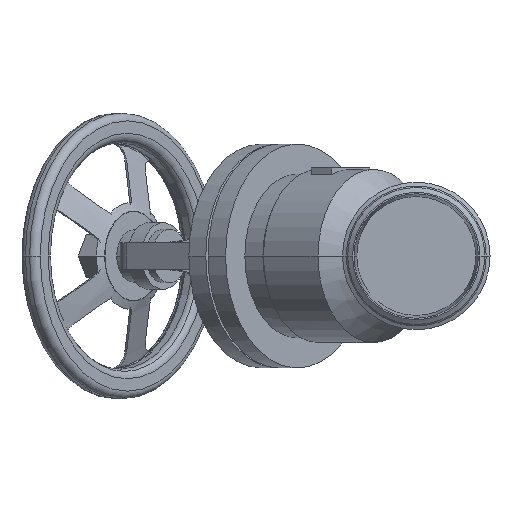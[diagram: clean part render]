
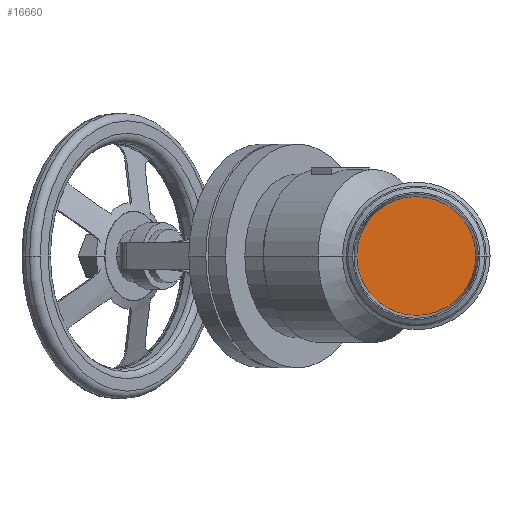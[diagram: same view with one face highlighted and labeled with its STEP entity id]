
A CAD part, left-side view. The second image highlights one B-rep face of the part: STEP entity #16660.
In plain terms, the highlighted planar face has unit normal (-1, 0, 0).
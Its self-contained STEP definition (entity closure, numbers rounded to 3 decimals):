
#3510=CARTESIAN_POINT('',(16.163,-62.5,0.))
;
#3520=VERTEX_POINT('',#3510);
#3570=CARTESIAN_POINT('',(16.163,0.,0.));
#3580=DIRECTION('',(-1.,0.,0.));
#3590=DIRECTION('',(0.,1.,0.));
#3600=AXIS2_PLACEMENT_3D('',#3570,#3580,#3590);
#3610=CIRCLE('',#3600,62.5);
#3620=CARTESIAN_POINT('',(16.163,62.5,0.));
#3630=VERTEX_POINT('',#3620);
#3640=EDGE_CURVE('',#3520,#3630,#3610,.T.);
#16560=CARTESIAN_POINT('',(16.163,31.25,0.)
);
#16570=DIRECTION('',(-1.,0.,0.));
#16580=DIRECTION('',(0.,1.,0.));
#16590=AXIS2_PLACEMENT_3D('',#16560,#16570,#16580);
#16600=PLANE('',#16590);
#16610=EDGE_CURVE('',#3630,#3520,#3610,.T.);
#16620=ORIENTED_EDGE('',*,*,#16610,.T.);
#16630=ORIENTED_EDGE('',*,*,#3640,.T.);
#16640=EDGE_LOOP('',(#16630,#16620));
#16650=FACE_OUTER_BOUND('',#16640,.T.);
#16660=ADVANCED_FACE('',(#16650),#16600,.T.);
